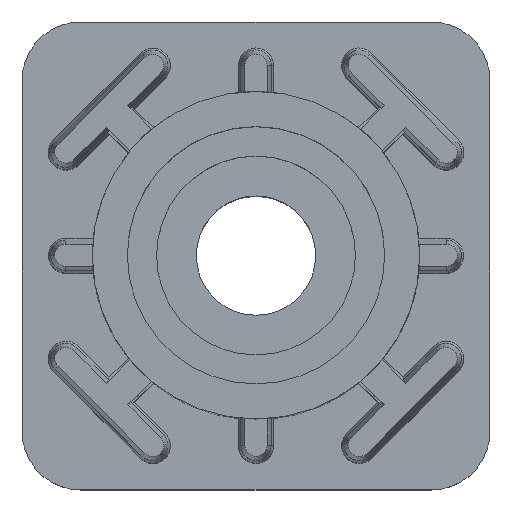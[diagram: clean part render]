
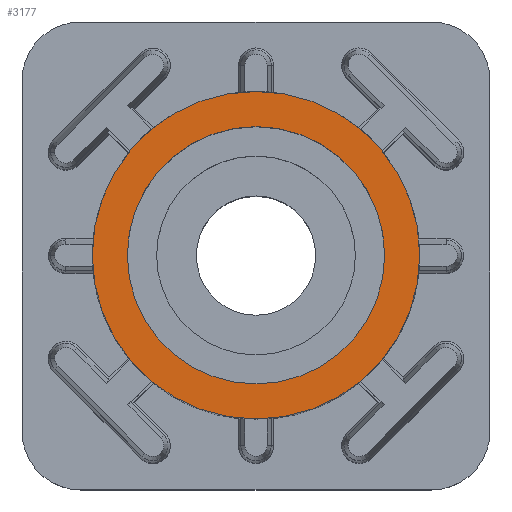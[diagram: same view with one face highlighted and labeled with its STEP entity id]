
A CAD part, top view. The second image highlights one B-rep face of the part: STEP entity #3177.
In plain terms, the highlighted planar face has unit normal (0, 0, 1).
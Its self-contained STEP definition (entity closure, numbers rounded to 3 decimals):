
#51 = CARTESIAN_POINT ( 'NONE',  ( 0., 0., 43. ) ) ;
#294 = AXIS2_PLACEMENT_3D ( 'NONE', #4979, #3649, #787 ) ;
#304 = PLANE ( 'NONE',  #294 ) ;
#445 = ORIENTED_EDGE ( 'NONE', *, *, #3528, .F. ) ;
#489 = CARTESIAN_POINT ( 'NONE',  ( -11., 0., 43. ) ) ;
#520 = CARTESIAN_POINT ( 'NONE',  ( -14., 0., 43. ) ) ;
#525 = VERTEX_POINT ( 'NONE', #520 ) ;
#535 = DIRECTION ( 'NONE',  ( 1., 0., 0. ) ) ;
#660 = CARTESIAN_POINT ( 'NONE',  ( 0., 0., 43. ) ) ;
#787 = DIRECTION ( 'NONE',  ( 1., 0., 0. ) ) ;
#872 = CIRCLE ( 'NONE', #4873, 14. ) ;
#1045 = CARTESIAN_POINT ( 'NONE',  ( 11., 0., 43. ) ) ;
#1085 = VERTEX_POINT ( 'NONE', #489 ) ;
#1139 = DIRECTION ( 'NONE',  ( 1., 0., 0. ) ) ;
#1304 = ORIENTED_EDGE ( 'NONE', *, *, #6002, .T. ) ;
#1457 = AXIS2_PLACEMENT_3D ( 'NONE', #51, #3388, #535 ) ;
#1503 = ORIENTED_EDGE ( 'NONE', *, *, #3425, .T. ) ;
#1524 = EDGE_LOOP ( 'NONE', ( #445, #4348 ) ) ;
#1561 = DIRECTION ( 'NONE',  ( 0., 0., 1. ) ) ;
#2826 = CARTESIAN_POINT ( 'NONE',  ( 0., 0., 43. ) ) ;
#2916 = VERTEX_POINT ( 'NONE', #1045 ) ;
#3177 = ADVANCED_FACE ( 'NONE', ( #3540, #4879 ), #304, .T. ) ;
#3292 = DIRECTION ( 'NONE',  ( 1., 0., 0. ) ) ;
#3388 = DIRECTION ( 'NONE',  ( 0., 0., 1. ) ) ;
#3425 = EDGE_CURVE ( 'NONE', #3986, #525, #5889, .T. ) ;
#3429 = EDGE_LOOP ( 'NONE', ( #1304, #1503 ) ) ;
#3528 = EDGE_CURVE ( 'NONE', #1085, #2916, #5302, .T. ) ;
#3540 = FACE_BOUND ( 'NONE', #1524, .T. ) ;
#3611 = EDGE_CURVE ( 'NONE', #2916, #1085, #5015, .T. ) ;
#3649 = DIRECTION ( 'NONE',  ( 0., 0., 1. ) ) ;
#3698 = AXIS2_PLACEMENT_3D ( 'NONE', #4368, #1561, #4815 ) ;
#3986 = VERTEX_POINT ( 'NONE', #4725 ) ;
#3988 = DIRECTION ( 'NONE',  ( 0., 0., 1. ) ) ;
#4348 = ORIENTED_EDGE ( 'NONE', *, *, #3611, .F. ) ;
#4368 = CARTESIAN_POINT ( 'NONE',  ( 0., 0., 43. ) ) ;
#4602 = AXIS2_PLACEMENT_3D ( 'NONE', #660, #3988, #1139 ) ;
#4725 = CARTESIAN_POINT ( 'NONE',  ( 14., 0., 43. ) ) ;
#4815 = DIRECTION ( 'NONE',  ( 1., 0., 0. ) ) ;
#4873 = AXIS2_PLACEMENT_3D ( 'NONE', #2826, #6020, #3292 ) ;
#4879 = FACE_OUTER_BOUND ( 'NONE', #3429, .T. ) ;
#4979 = CARTESIAN_POINT ( 'NONE',  ( 0., 0., 43. ) ) ;
#5015 = CIRCLE ( 'NONE', #4602, 11. ) ;
#5302 = CIRCLE ( 'NONE', #3698, 11. ) ;
#5889 = CIRCLE ( 'NONE', #1457, 14. ) ;
#6002 = EDGE_CURVE ( 'NONE', #525, #3986, #872, .T. ) ;
#6020 = DIRECTION ( 'NONE',  ( 0., 0., 1. ) ) ;
